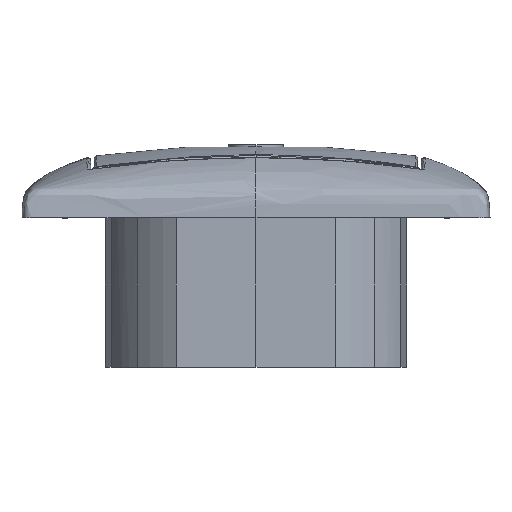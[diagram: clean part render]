
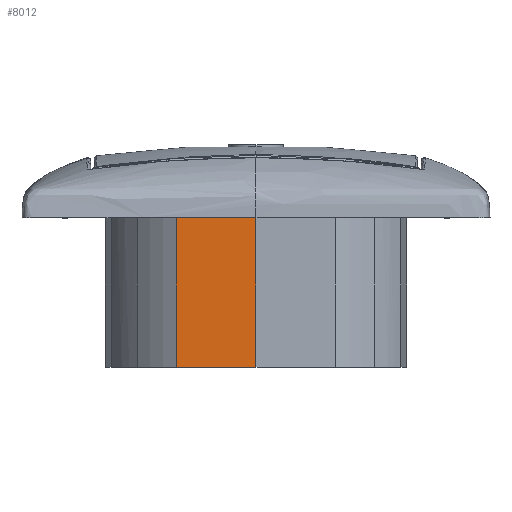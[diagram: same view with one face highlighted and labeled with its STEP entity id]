
A CAD part, front view. The second image highlights one B-rep face of the part: STEP entity #8012.
In plain terms, the highlighted planar face has unit normal (-0.001, 1, 0).
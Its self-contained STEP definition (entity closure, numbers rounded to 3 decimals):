
#3484 = PLANE ( 'NONE',  #38512 ) ;
#4023 = CARTESIAN_POINT ( 'NONE',  ( 0., -25.756, 0. ) ) ;
#7642 = CARTESIAN_POINT ( 'NONE',  ( -13.932, -25.775, 0. ) ) ;
#8012 = ADVANCED_FACE ( 'NONE', ( #19534 ), #3484, .F. ) ;
#10611 = CARTESIAN_POINT ( 'NONE',  ( -4.644, -25.762, -26.2 ) ) ;
#10865 = CARTESIAN_POINT ( 'NONE',  ( -13.932, -25.775, -26.2 ) ) ;
#11303 = CARTESIAN_POINT ( 'NONE',  ( -4.644, -25.762, 0. ) ) ;
#11863 = B_SPLINE_CURVE_WITH_KNOTS ( 'NONE', 3,
 ( #4023, #11303, #18587, #45993 ),
 .UNSPECIFIED., .F., .F.,
 ( 4, 4 ),
 ( 0., 1. ),
 .UNSPECIFIED. ) ;
#13081 = B_SPLINE_CURVE_WITH_KNOTS ( 'NONE', 3,
 ( #31550, #42882, #35334, #16970 ),
 .UNSPECIFIED., .F., .F.,
 ( 4, 4 ),
 ( 0., 1. ),
 .UNSPECIFIED. ) ;
#14476 = EDGE_CURVE ( 'NONE', #25125, #29135, #13081, .T. ) ;
#15515 = CARTESIAN_POINT ( 'NONE',  ( -13.932, -25.775, 0. ) ) ;
#15675 = EDGE_CURVE ( 'NONE', #25125, #16895, #11863, .T. ) ;
#16895 = VERTEX_POINT ( 'NONE', #7642 ) ;
#16970 = CARTESIAN_POINT ( 'NONE',  ( 0., -25.756, -26.2 ) ) ;
#18587 = CARTESIAN_POINT ( 'NONE',  ( -9.288, -25.769, 0. ) ) ;
#19534 = FACE_OUTER_BOUND ( 'NONE', #26043, .T. ) ;
#21876 = B_SPLINE_CURVE_WITH_KNOTS ( 'NONE', 3,
 ( #10865, #42291, #10611, #30220 ),
 .UNSPECIFIED., .F., .F.,
 ( 4, 4 ),
 ( 0., 1. ),
 .UNSPECIFIED. ) ;
#25125 = VERTEX_POINT ( 'NONE', #49466 ) ;
#25530 = ORIENTED_EDGE ( 'NONE', *, *, #14476, .T. ) ;
#26043 = EDGE_LOOP ( 'NONE', ( #25530, #48614, #33590, #38810 ) ) ;
#28524 = CARTESIAN_POINT ( 'NONE',  ( -13.932, -25.775, -26.2 ) ) ;
#29135 = VERTEX_POINT ( 'NONE', #49189 ) ;
#30220 = CARTESIAN_POINT ( 'NONE',  ( 0., -25.756, -26.2 ) ) ;
#30840 = CARTESIAN_POINT ( 'NONE',  ( -13.932, -25.775, -8.733 ) ) ;
#30890 = EDGE_CURVE ( 'NONE', #44208, #29135, #21876, .T. ) ;
#31550 = CARTESIAN_POINT ( 'NONE',  ( 0., -25.756, 0. ) ) ;
#33590 = ORIENTED_EDGE ( 'NONE', *, *, #39972, .F. ) ;
#35334 = CARTESIAN_POINT ( 'NONE',  ( 0., -25.756, -17.467 ) ) ;
#37609 = CARTESIAN_POINT ( 'NONE',  ( -13.932, -25.775, -26.2 ) ) ;
#38512 = AXIS2_PLACEMENT_3D ( 'NONE', #38650, #49213, #45442 ) ;
#38650 = CARTESIAN_POINT ( 'NONE',  ( 0., -25.756, 0. ) ) ;
#38810 = ORIENTED_EDGE ( 'NONE', *, *, #15675, .F. ) ;
#39844 = CARTESIAN_POINT ( 'NONE',  ( -13.932, -25.775, -17.467 ) ) ;
#39972 = EDGE_CURVE ( 'NONE', #16895, #44208, #45190, .T. ) ;
#42291 = CARTESIAN_POINT ( 'NONE',  ( -9.288, -25.769, -26.2 ) ) ;
#42882 = CARTESIAN_POINT ( 'NONE',  ( 0., -25.756, -8.733 ) ) ;
#44208 = VERTEX_POINT ( 'NONE', #37609 ) ;
#45190 = B_SPLINE_CURVE_WITH_KNOTS ( 'NONE', 3,
 ( #15515, #30840, #39844, #28524 ),
 .UNSPECIFIED., .F., .F.,
 ( 4, 4 ),
 ( 0., 1. ),
 .UNSPECIFIED. ) ;
#45442 = DIRECTION ( 'NONE',  ( 0., 0., -1. ) ) ;
#45993 = CARTESIAN_POINT ( 'NONE',  ( -13.932, -25.775, 0. ) ) ;
#48614 = ORIENTED_EDGE ( 'NONE', *, *, #30890, .F. ) ;
#49189 = CARTESIAN_POINT ( 'NONE',  ( 0., -25.756, -26.2 ) ) ;
#49213 = DIRECTION ( 'NONE',  ( 0.001, -1., 0. ) ) ;
#49466 = CARTESIAN_POINT ( 'NONE',  ( 0., -25.756, 0. ) ) ;
